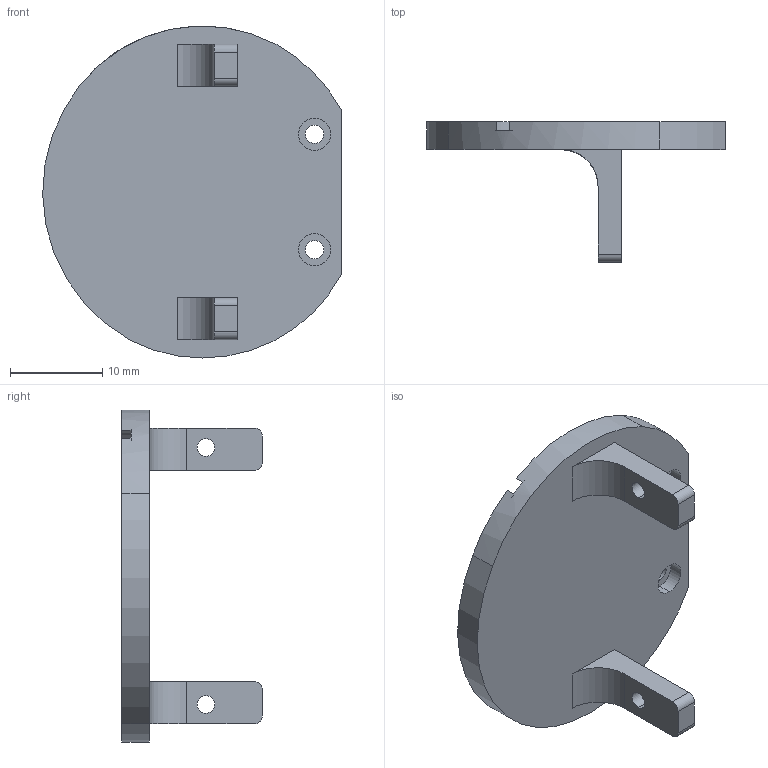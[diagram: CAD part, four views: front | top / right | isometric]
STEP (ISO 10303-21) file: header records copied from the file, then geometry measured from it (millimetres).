
FILE_DESCRIPTION (( 'STEP AP214' ), '1' );
FILE_NAME ('axis6_servo_connect_v4.STEP', '2019-10-22T12:44:22', ( '' ), ( '' ), 'SwSTEP 2.0', 'SolidWorks 2017', '' );
FILE_SCHEMA (( 'AUTOMOTIVE_DESIGN' ));
Length unit declared in the file: millimetre
Products named in the file (1): axis6_servo_connect_v4
Bounding box: 32.32 x 15.2 x 35.93 mm (x, y, z)
Volume: 3054.2 mm3; surface area: 2656.2 mm2
Topology: 1 solids, 1 shells, 45 faces, 114 edges, 76 vertices
Faces by surface type: cylinder 28, plane 17
Entity records: 1436 total; most frequent: DIRECTION 264, CARTESIAN_POINT 236, ORIENTED_EDGE 228, EDGE_CURVE 114, AXIS2_PLACEMENT_3D 104, VERTEX_POINT 76, EDGE_LOOP 58, CIRCLE 58
